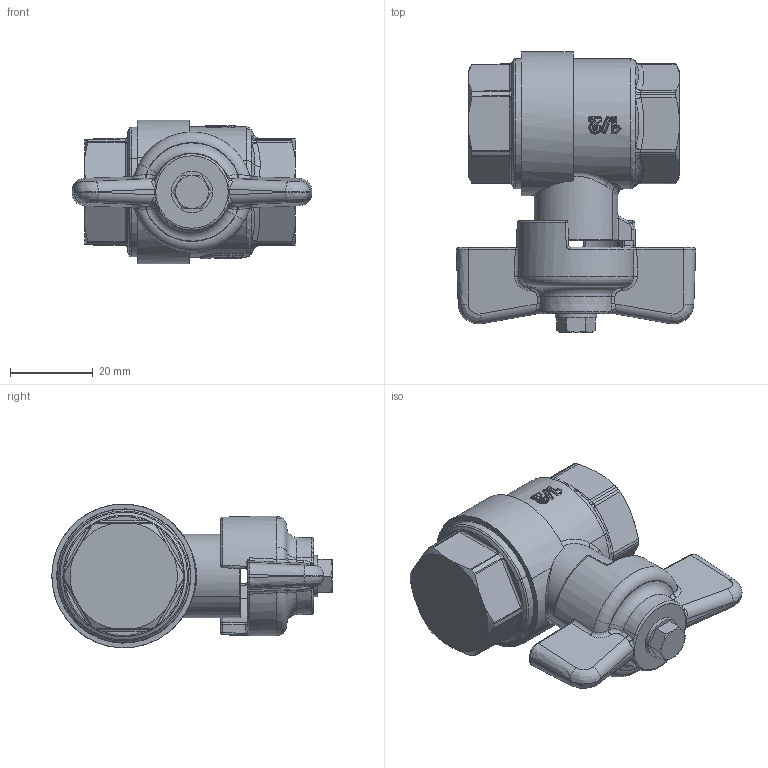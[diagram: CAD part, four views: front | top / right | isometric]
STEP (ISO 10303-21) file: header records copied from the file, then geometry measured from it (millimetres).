
FILE_DESCRIPTION(('CATIA V5 STEP Exchange'),'2;1');
FILE_NAME('STEP_327400_-_TST.stp','2019-04-01T07:17:05+00:00',('none'),('none'),'CATIA Version 5-6 Release 2016 SP4','CATIA V5 STEP AP203','none');
FILE_SCHEMA(('CONFIG_CONTROL_DESIGN'));
Length unit declared in the file: millimetre
Products named in the file (1): 327400 - TST
Bounding box: 57.96 x 67.85 x 34.79 mm (x, y, z)
Volume: 53855.7 mm3; surface area: 13998.6 mm2
Topology: 1 solids, 2 shells, 637 faces, 1529 edges, 855 vertices
Faces by surface type: bspline 317, cylinder 114, plane 72, torus 51, cone 46, sphere 37
Entity records: 34635 total; most frequent: CARTESIAN_POINT 23542, ORIENTED_EDGE 2968, EDGE_CURVE 1484, DIRECTION 1002, B_SPLINE_CURVE_WITH_KNOTS 954, VERTEX_POINT 855, EDGE_LOOP 647, ADVANCED_FACE 637
